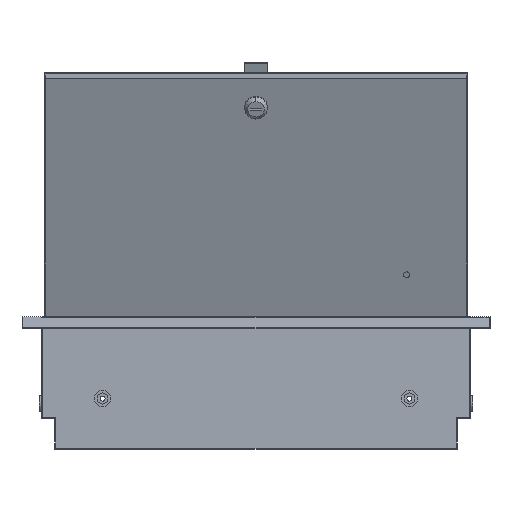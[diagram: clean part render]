
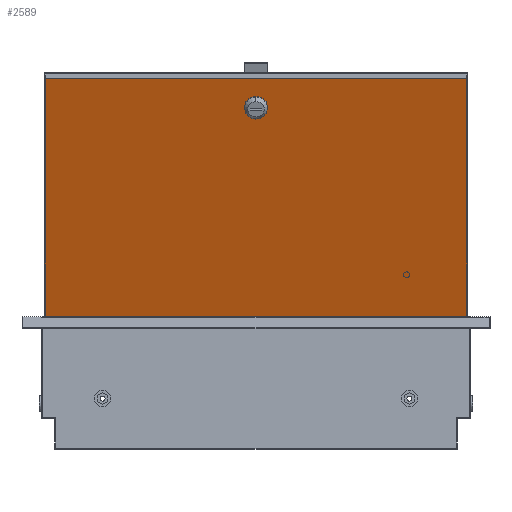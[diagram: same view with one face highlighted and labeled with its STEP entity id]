
A CAD part, left-side view. The second image highlights one B-rep face of the part: STEP entity #2589.
In plain terms, the highlighted face is planar.
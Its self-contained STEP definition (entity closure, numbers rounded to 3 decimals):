
#127 = CARTESIAN_POINT ( 'NONE',  ( -133., 208., 0. ) ) ;
#428 = DIRECTION ( 'NONE',  ( 1., 0., 0. ) ) ;
#727 = CARTESIAN_POINT ( 'NONE',  ( -113.5, 0., 0. ) ) ;
#1502 = VERTEX_POINT ( 'NONE', #15336 ) ;
#1774 = DIRECTION ( 'NONE',  ( 1., 0., 0. ) ) ;
#2019 = DIRECTION ( 'NONE',  ( 1., 0., 0. ) ) ;
#2589 = ADVANCED_FACE ( 'NONE', ( #8655, #11809 ), #28257, .T. ) ;
#2794 = VERTEX_POINT ( 'NONE', #11471 ) ;
#3109 = AXIS2_PLACEMENT_3D ( 'NONE', #3335, #24020, #1774 ) ;
#3335 = CARTESIAN_POINT ( 'NONE',  ( 0., 0., 0. ) ) ;
#3573 = CARTESIAN_POINT ( 'NONE',  ( -102., 0., 0. ) ) ;
#3576 = CARTESIAN_POINT ( 'NONE',  ( -133., -208., 0. ) ) ;
#4572 = ORIENTED_EDGE ( 'NONE', *, *, #9523, .T. ) ;
#5207 = DIRECTION ( 'NONE',  ( 0., 0., 1. ) ) ;
#5589 = VERTEX_POINT ( 'NONE', #15848 ) ;
#6010 = EDGE_CURVE ( 'NONE', #24857, #1502, #30520, .T. ) ;
#6805 = VERTEX_POINT ( 'NONE', #727 ) ;
#6821 = ORIENTED_EDGE ( 'NONE', *, *, #19737, .F. ) ;
#7275 = ORIENTED_EDGE ( 'NONE', *, *, #28187, .F. ) ;
#7907 = EDGE_LOOP ( 'NONE', ( #7275, #6821 ) ) ;
#8655 = FACE_BOUND ( 'NONE', #7907, .T. ) ;
#8978 = AXIS2_PLACEMENT_3D ( 'NONE', #3573, #20548, #428 ) ;
#9523 = EDGE_CURVE ( 'NONE', #2794, #24857, #28475, .T. ) ;
#10147 = CARTESIAN_POINT ( 'NONE',  ( -133., 208., 0. ) ) ;
#11471 = CARTESIAN_POINT ( 'NONE',  ( -133., -208., 0. ) ) ;
#11569 = ORIENTED_EDGE ( 'NONE', *, *, #32163, .T. ) ;
#11794 = CARTESIAN_POINT ( 'NONE',  ( -133., 208., 0. ) ) ;
#11809 = FACE_OUTER_BOUND ( 'NONE', #15029, .T. ) ;
#12951 = CARTESIAN_POINT ( 'NONE',  ( 133., 208., 0. ) ) ;
#13372 = LINE ( 'NONE', #11794, #31569 ) ;
#13954 = VECTOR ( 'NONE', #17239, 1000. ) ;
#14579 = CARTESIAN_POINT ( 'NONE',  ( 133., -208., 0. ) ) ;
#15029 = EDGE_LOOP ( 'NONE', ( #11569, #4572, #26458, #20605 ) ) ;
#15336 = CARTESIAN_POINT ( 'NONE',  ( 133., 208., 0. ) ) ;
#15848 = CARTESIAN_POINT ( 'NONE',  ( -90.5, 0., 0. ) ) ;
#17239 = DIRECTION ( 'NONE',  ( 0., 1., 0. ) ) ;
#18548 = VERTEX_POINT ( 'NONE', #10147 ) ;
#19737 = EDGE_CURVE ( 'NONE', #6805, #5589, #27461, .T. ) ;
#20548 = DIRECTION ( 'NONE',  ( 0., 0., 1. ) ) ;
#20605 = ORIENTED_EDGE ( 'NONE', *, *, #30071, .T. ) ;
#21598 = AXIS2_PLACEMENT_3D ( 'NONE', #27459, #5207, #22202 ) ;
#22202 = DIRECTION ( 'NONE',  ( 1., 0., 0. ) ) ;
#22637 = VECTOR ( 'NONE', #2019, 1000. ) ;
#23419 = LINE ( 'NONE', #127, #23483 ) ;
#23483 = VECTOR ( 'NONE', #26615, 1000. ) ;
#24020 = DIRECTION ( 'NONE',  ( 0., 0., 1. ) ) ;
#24857 = VERTEX_POINT ( 'NONE', #14579 ) ;
#26458 = ORIENTED_EDGE ( 'NONE', *, *, #6010, .T. ) ;
#26615 = DIRECTION ( 'NONE',  ( 0., -1., 0. ) ) ;
#27459 = CARTESIAN_POINT ( 'NONE',  ( -102., 0., 0. ) ) ;
#27461 = CIRCLE ( 'NONE', #21598, 11.5 ) ;
#28187 = EDGE_CURVE ( 'NONE', #5589, #6805, #32541, .T. ) ;
#28257 = PLANE ( 'NONE',  #3109 ) ;
#28475 = LINE ( 'NONE', #3576, #22637 ) ;
#30071 = EDGE_CURVE ( 'NONE', #1502, #18548, #13372, .T. ) ;
#30387 = DIRECTION ( 'NONE',  ( -1., 0., 0. ) ) ;
#30520 = LINE ( 'NONE', #12951, #13954 ) ;
#31569 = VECTOR ( 'NONE', #30387, 1000. ) ;
#32163 = EDGE_CURVE ( 'NONE', #18548, #2794, #23419, .T. ) ;
#32541 = CIRCLE ( 'NONE', #8978, 11.5 ) ;
